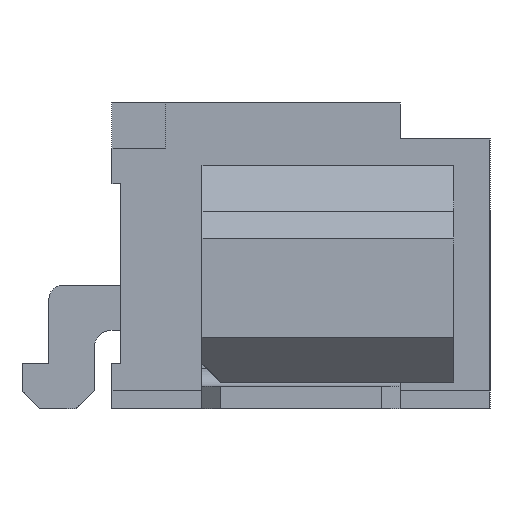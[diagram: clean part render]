
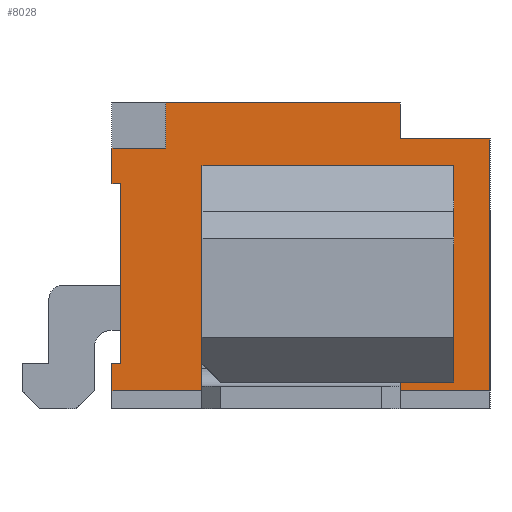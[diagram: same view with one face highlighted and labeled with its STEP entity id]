
A CAD part, left-side view. The second image highlights one B-rep face of the part: STEP entity #8028.
In plain terms, the highlighted planar face has unit normal (-1, 0, 0).
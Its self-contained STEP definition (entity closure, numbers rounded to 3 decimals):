
#65 = EDGE_CURVE ( 'NONE', #9380, #9019, #18031, .T. ) ;
#328 = DIRECTION ( 'NONE',  ( 0., 1., 0. ) ) ;
#340 = VERTEX_POINT ( 'NONE', #12186 ) ;
#460 = FACE_OUTER_BOUND ( 'NONE', #13857, .T. ) ;
#488 = LINE ( 'NONE', #11309, #4933 ) ;
#518 = DIRECTION ( 'NONE',  ( 0., 0., 1. ) ) ;
#579 = VECTOR ( 'NONE', #20517, 1000. ) ;
#628 = EDGE_CURVE ( 'NONE', #9380, #13881, #8368, .T. ) ;
#837 = CARTESIAN_POINT ( 'NONE',  ( -7.75, -1.7, 2.7 ) ) ;
#923 = CARTESIAN_POINT ( 'NONE',  ( -7.75, 2., 2.5 ) ) ;
#1033 = ORIENTED_EDGE ( 'NONE', *, *, #1206, .F. ) ;
#1046 = DIRECTION ( 'NONE',  ( 0., 0., 1. ) ) ;
#1158 = EDGE_CURVE ( 'NONE', #8674, #340, #488, .T. ) ;
#1206 = EDGE_CURVE ( 'NONE', #5643, #20237, #3356, .T. ) ;
#1407 = CARTESIAN_POINT ( 'NONE',  ( -7.75, 2.1, 0.5 ) ) ;
#1498 = ORIENTED_EDGE ( 'NONE', *, *, #2197, .F. ) ;
#1658 = ORIENTED_EDGE ( 'NONE', *, *, #16248, .T. ) ;
#1843 = PLANE ( 'NONE',  #10326 ) ;
#1914 = CARTESIAN_POINT ( 'NONE',  ( -7.75, 2., 2.5 ) ) ;
#2197 = EDGE_CURVE ( 'NONE', #18984, #8674, #5487, .T. ) ;
#2238 = ORIENTED_EDGE ( 'NONE', *, *, #14003, .F. ) ;
#2297 = VERTEX_POINT ( 'NONE', #17355 ) ;
#2469 = CARTESIAN_POINT ( 'NONE',  ( -7.75, -1.7, 0.3 ) ) ;
#2690 = DIRECTION ( 'NONE',  ( 0., 0., 1. ) ) ;
#2698 = ORIENTED_EDGE ( 'NONE', *, *, #1158, .F. ) ;
#2768 = CARTESIAN_POINT ( 'NONE',  ( -7.75, 1.1, 0.3 ) ) ;
#2895 = EDGE_CURVE ( 'NONE', #2297, #5643, #4913, .T. ) ;
#2915 = CARTESIAN_POINT ( 'NONE',  ( -7.75, 2.1, 3.4 ) ) ;
#3356 = LINE ( 'NONE', #2469, #16137 ) ;
#3561 = ORIENTED_EDGE ( 'NONE', *, *, #15639, .F. ) ;
#3646 = ORIENTED_EDGE ( 'NONE', *, *, #5077, .F. ) ;
#3965 = CARTESIAN_POINT ( 'NONE',  ( -7.75, 2.1, 0.5 ) ) ;
#3993 = CARTESIAN_POINT ( 'NONE',  ( -7.75, 1.1, 0.3 ) ) ;
#4345 = DIRECTION ( 'NONE',  ( 0., -1., 0. ) ) ;
#4588 = DIRECTION ( 'NONE',  ( 0., -1., 0. ) ) ;
#4777 = VECTOR ( 'NONE', #8600, 1000. ) ;
#4913 = LINE ( 'NONE', #2768, #8837 ) ;
#4933 = VECTOR ( 'NONE', #4345, 1000. ) ;
#5019 = LINE ( 'NONE', #15619, #579 ) ;
#5077 = EDGE_CURVE ( 'NONE', #16546, #18984, #8856, .T. ) ;
#5084 = CARTESIAN_POINT ( 'NONE',  ( -7.75, 2.1, 0.2 ) ) ;
#5192 = DIRECTION ( 'NONE',  ( 0., 0., -1. ) ) ;
#5409 = FACE_BOUND ( 'NONE', #12769, .T. ) ;
#5481 = VERTEX_POINT ( 'NONE', #1407 ) ;
#5487 = LINE ( 'NONE', #6067, #13909 ) ;
#5546 = VECTOR ( 'NONE', #4588, 1000. ) ;
#5583 = ORIENTED_EDGE ( 'NONE', *, *, #628, .T. ) ;
#5643 = VERTEX_POINT ( 'NONE', #16133 ) ;
#5652 = DIRECTION ( 'NONE',  ( 0., 0., 1. ) ) ;
#5719 = CARTESIAN_POINT ( 'NONE',  ( -7.75, 1.5, 3.4 ) ) ;
#5861 = DIRECTION ( 'NONE',  ( 0., 0., 1. ) ) ;
#5927 = EDGE_CURVE ( 'NONE', #7491, #16546, #20123, .T. ) ;
#6067 = CARTESIAN_POINT ( 'NONE',  ( -7.75, 2.1, 3.4 ) ) ;
#6284 = ORIENTED_EDGE ( 'NONE', *, *, #65, .F. ) ;
#6403 = VECTOR ( 'NONE', #17281, 1000. ) ;
#6556 = VERTEX_POINT ( 'NONE', #9115 ) ;
#6612 = CARTESIAN_POINT ( 'NONE',  ( -7.75, -1.1, 3. ) ) ;
#6856 = VECTOR ( 'NONE', #6892, 1000. ) ;
#6892 = DIRECTION ( 'NONE',  ( 0., -1., 0. ) ) ;
#7202 = LINE ( 'NONE', #3993, #19877 ) ;
#7316 = CARTESIAN_POINT ( 'NONE',  ( -7.75, -2.1, 3. ) ) ;
#7491 = VERTEX_POINT ( 'NONE', #20270 ) ;
#7533 = LINE ( 'NONE', #5084, #20724 ) ;
#7640 = VERTEX_POINT ( 'NONE', #5719 ) ;
#8028 = ADVANCED_FACE ( 'NONE', ( #460, #5409 ), #1843, .F. ) ;
#8126 = LINE ( 'NONE', #12209, #12628 ) ;
#8314 = VECTOR ( 'NONE', #328, 1000. ) ;
#8368 = LINE ( 'NONE', #6612, #12299 ) ;
#8490 = EDGE_CURVE ( 'NONE', #2297, #6556, #7202, .T. ) ;
#8502 = CARTESIAN_POINT ( 'NONE',  ( -7.75, 2.1, 0.2 ) ) ;
#8551 = DIRECTION ( 'NONE',  ( 0., 0., 1. ) ) ;
#8600 = DIRECTION ( 'NONE',  ( 0., -1., 0. ) ) ;
#8674 = VERTEX_POINT ( 'NONE', #14511 ) ;
#8837 = VECTOR ( 'NONE', #13764, 1000. ) ;
#8856 = LINE ( 'NONE', #12027, #8314 ) ;
#9019 = VERTEX_POINT ( 'NONE', #12023 ) ;
#9115 = CARTESIAN_POINT ( 'NONE',  ( -7.75, 1.1, 2.7 ) ) ;
#9137 = EDGE_CURVE ( 'NONE', #5481, #7491, #19106, .T. ) ;
#9380 = VERTEX_POINT ( 'NONE', #18201 ) ;
#9474 = ORIENTED_EDGE ( 'NONE', *, *, #10189, .T. ) ;
#10189 = EDGE_CURVE ( 'NONE', #6556, #20237, #11350, .T. ) ;
#10326 = AXIS2_PLACEMENT_3D ( 'NONE', #13580, #15200, #5192 ) ;
#10376 = ORIENTED_EDGE ( 'NONE', *, *, #8490, .T. ) ;
#10467 = VECTOR ( 'NONE', #8551, 1000. ) ;
#11309 = CARTESIAN_POINT ( 'NONE',  ( -7.75, 1.5, 2.9 ) ) ;
#11350 = LINE ( 'NONE', #15250, #6856 ) ;
#11860 = CARTESIAN_POINT ( 'NONE',  ( -7.75, 1.5, 2.9 ) ) ;
#11909 = ORIENTED_EDGE ( 'NONE', *, *, #14218, .F. ) ;
#11928 = DIRECTION ( 'NONE',  ( 0., 0., 1. ) ) ;
#12023 = CARTESIAN_POINT ( 'NONE',  ( -7.75, -2.1, 3. ) ) ;
#12027 = CARTESIAN_POINT ( 'NONE',  ( -7.75, 2.1, 2.5 ) ) ;
#12186 = CARTESIAN_POINT ( 'NONE',  ( -7.75, 1.5, 2.9 ) ) ;
#12209 = CARTESIAN_POINT ( 'NONE',  ( -7.75, -2.1, 3.4 ) ) ;
#12299 = VECTOR ( 'NONE', #5861, 1000. ) ;
#12628 = VECTOR ( 'NONE', #518, 1000. ) ;
#12769 = EDGE_LOOP ( 'NONE', ( #1033, #13793, #10376, #9474 ) ) ;
#13580 = CARTESIAN_POINT ( 'NONE',  ( -7.75, 2.1, 3.4 ) ) ;
#13702 = EDGE_CURVE ( 'NONE', #16241, #9019, #8126, .T. ) ;
#13764 = DIRECTION ( 'NONE',  ( 0., -1., 0. ) ) ;
#13793 = ORIENTED_EDGE ( 'NONE', *, *, #2895, .F. ) ;
#13857 = EDGE_LOOP ( 'NONE', ( #2238, #3561, #2698, #1498, #3646, #19210, #21172, #11909, #1658, #20248, #6284, #5583 ) ) ;
#13881 = VERTEX_POINT ( 'NONE', #20794 ) ;
#13909 = VECTOR ( 'NONE', #1046, 1000. ) ;
#14003 = EDGE_CURVE ( 'NONE', #7640, #13881, #14457, .T. ) ;
#14218 = EDGE_CURVE ( 'NONE', #20029, #5481, #5019, .T. ) ;
#14457 = LINE ( 'NONE', #2915, #5546 ) ;
#14511 = CARTESIAN_POINT ( 'NONE',  ( -7.75, 2.1, 2.9 ) ) ;
#15088 = CARTESIAN_POINT ( 'NONE',  ( -7.75, -2.1, 0.2 ) ) ;
#15200 = DIRECTION ( 'NONE',  ( 1., 0., 0. ) ) ;
#15250 = CARTESIAN_POINT ( 'NONE',  ( -7.75, 1.1, 2.7 ) ) ;
#15619 = CARTESIAN_POINT ( 'NONE',  ( -7.75, 2.1, 3.4 ) ) ;
#15639 = EDGE_CURVE ( 'NONE', #340, #7640, #19206, .T. ) ;
#15813 = VECTOR ( 'NONE', #11928, 1000. ) ;
#16133 = CARTESIAN_POINT ( 'NONE',  ( -7.75, -1.7, 0.3 ) ) ;
#16137 = VECTOR ( 'NONE', #2690, 1000. ) ;
#16241 = VERTEX_POINT ( 'NONE', #15088 ) ;
#16248 = EDGE_CURVE ( 'NONE', #20029, #16241, #7533, .T. ) ;
#16546 = VERTEX_POINT ( 'NONE', #923 ) ;
#16726 = DIRECTION ( 'NONE',  ( 0., -1., 0. ) ) ;
#17281 = DIRECTION ( 'NONE',  ( 0., -1., 0. ) ) ;
#17355 = CARTESIAN_POINT ( 'NONE',  ( -7.75, 1.1, 0.3 ) ) ;
#18031 = LINE ( 'NONE', #7316, #4777 ) ;
#18201 = CARTESIAN_POINT ( 'NONE',  ( -7.75, -1.1, 3. ) ) ;
#18591 = CARTESIAN_POINT ( 'NONE',  ( -7.75, 2.1, 2.5 ) ) ;
#18984 = VERTEX_POINT ( 'NONE', #18591 ) ;
#19106 = LINE ( 'NONE', #3965, #6403 ) ;
#19206 = LINE ( 'NONE', #11860, #10467 ) ;
#19210 = ORIENTED_EDGE ( 'NONE', *, *, #5927, .F. ) ;
#19877 = VECTOR ( 'NONE', #5652, 1000. ) ;
#20029 = VERTEX_POINT ( 'NONE', #8502 ) ;
#20123 = LINE ( 'NONE', #1914, #15813 ) ;
#20237 = VERTEX_POINT ( 'NONE', #837 ) ;
#20248 = ORIENTED_EDGE ( 'NONE', *, *, #13702, .T. ) ;
#20270 = CARTESIAN_POINT ( 'NONE',  ( -7.75, 2., 0.5 ) ) ;
#20517 = DIRECTION ( 'NONE',  ( 0., 0., 1. ) ) ;
#20724 = VECTOR ( 'NONE', #16726, 1000. ) ;
#20794 = CARTESIAN_POINT ( 'NONE',  ( -7.75, -1.1, 3.4 ) ) ;
#21172 = ORIENTED_EDGE ( 'NONE', *, *, #9137, .F. ) ;
